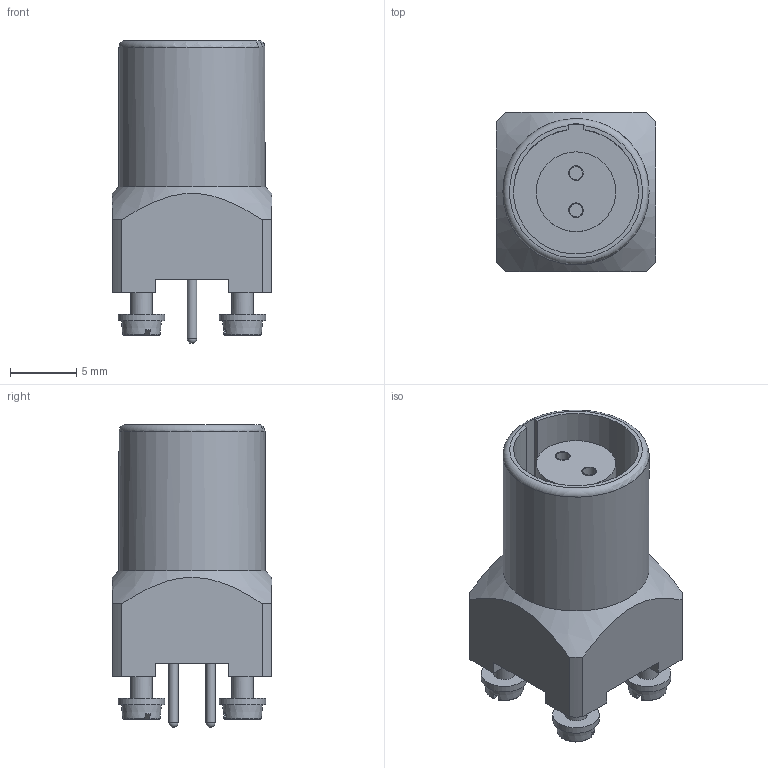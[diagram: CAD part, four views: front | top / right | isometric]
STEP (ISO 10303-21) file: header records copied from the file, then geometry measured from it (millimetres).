
FILE_DESCRIPTION(/* description */ (''),/* implementation_level */ '2;1');
FILE_NAME(/* name */ 'LEMO_EZG.1B.302.CLN.stp',/* time_stamp */ '2017-06-29T14:27:19+02:00',/* author */ ('riccim'),/* organization */ (''),/* preprocessor_version */ 'ST-DEVELOPER v16.5',/* originating_system */ 'AutoCAD Mechanical',/* authorisation */ '');
FILE_SCHEMA (('AUTOMOTIVE_DESIGN { 1 0 10303 214 3 1 1 }'));
Length unit declared in the file: millimetre
Products named in the file (1): Product
Bounding box: 12 x 12 x 22.8 mm (x, y, z)
Volume: 1604.7 mm3; surface area: 2149.7 mm2
Topology: 14 solids, 14 shells, 121 faces, 264 edges, 177 vertices
Faces by surface type: plane 69, cylinder 32, cone 9, torus 9, sphere 2
Full cylindrical faces by diameter (mm): 0.7 x2, 1 x2, 1.1 x4, 1.6 x8, 1.7 x4, 3.5 x4, 6 x1, 11 x1
Entity records: 3064 total; most frequent: DIRECTION 546, CARTESIAN_POINT 535, ORIENTED_EDGE 418, AXIS2_PLACEMENT_3D 237, EDGE_CURVE 209, EDGE_LOOP 181, VERTEX_POINT 160, FACE_OUTER_BOUND 121
